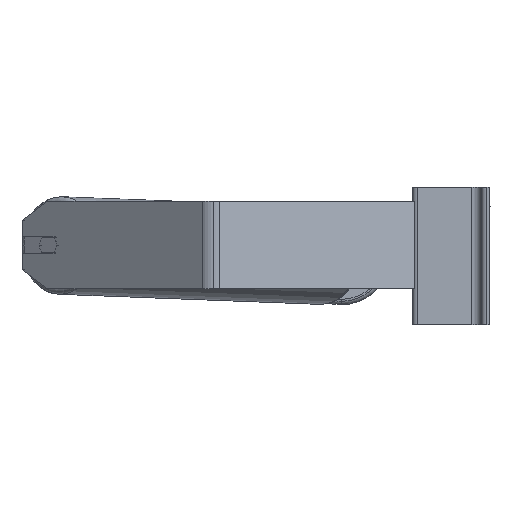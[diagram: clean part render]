
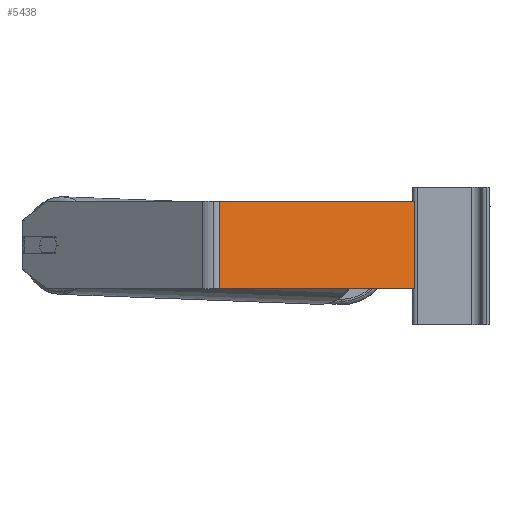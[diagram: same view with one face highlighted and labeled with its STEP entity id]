
A CAD part, left-side view. The second image highlights one B-rep face of the part: STEP entity #5438.
In plain terms, the highlighted planar face has unit normal (-0.94, -0.342, 0).
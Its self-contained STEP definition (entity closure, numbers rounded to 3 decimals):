
#343 = LINE ( 'NONE', #3825, #2296 ) ;
#866 = AXIS2_PLACEMENT_3D ( 'NONE', #4256, #1631, #8486 ) ;
#1092 = VERTEX_POINT ( 'NONE', #7565 ) ;
#1244 = VECTOR ( 'NONE', #2682, 1000. ) ;
#1251 = CARTESIAN_POINT ( 'NONE',  ( -655.403, 202.461, -30. ) ) ;
#1364 = LINE ( 'NONE', #6664, #5738 ) ;
#1532 = DIRECTION ( 'NONE',  ( 0., 0., -1. ) ) ;
#1623 = CARTESIAN_POINT ( 'NONE',  ( -652.243, 193.781, 50. ) ) ;
#1631 = DIRECTION ( 'NONE',  ( 0.94, 0.342, 0. ) ) ;
#1868 = ORIENTED_EDGE ( 'NONE', *, *, #5983, .T. ) ;
#1927 = CARTESIAN_POINT ( 'NONE',  ( -655.403, 202.461, 50. ) ) ;
#1987 = DIRECTION ( 'NONE',  ( 0.342, -0.94, 0. ) ) ;
#2029 = DIRECTION ( 'NONE',  ( 0., 0., -1. ) ) ;
#2187 = VERTEX_POINT ( 'NONE', #7609 ) ;
#2296 = VECTOR ( 'NONE', #2029, 1000. ) ;
#2535 = EDGE_LOOP ( 'NONE', ( #1868, #10004, #5945, #5929 ) ) ;
#2682 = DIRECTION ( 'NONE',  ( 0.342, -0.94, 0. ) ) ;
#3025 = VERTEX_POINT ( 'NONE', #1623 ) ;
#3825 = CARTESIAN_POINT ( 'NONE',  ( -587.518, 15.948, 50. ) ) ;
#3896 = LINE ( 'NONE', #1251, #1244 ) ;
#4256 = CARTESIAN_POINT ( 'NONE',  ( -655.403, 202.461, 50. ) ) ;
#5153 = EDGE_CURVE ( 'NONE', #1092, #2187, #343, .T. ) ;
#5438 = ADVANCED_FACE ( 'NONE', ( #9439 ), #5884, .F. ) ;
#5738 = VECTOR ( 'NONE', #1532, 1000. ) ;
#5884 = PLANE ( 'NONE',  #866 ) ;
#5929 = ORIENTED_EDGE ( 'NONE', *, *, #8619, .T. ) ;
#5945 = ORIENTED_EDGE ( 'NONE', *, *, #9599, .F. ) ;
#5983 = EDGE_CURVE ( 'NONE', #9282, #2187, #3896, .T. ) ;
#6112 = LINE ( 'NONE', #1927, #7877 ) ;
#6664 = CARTESIAN_POINT ( 'NONE',  ( -652.243, 193.781, 50. ) ) ;
#7565 = CARTESIAN_POINT ( 'NONE',  ( -587.518, 15.948, 50. ) ) ;
#7609 = CARTESIAN_POINT ( 'NONE',  ( -587.518, 15.948, -30. ) ) ;
#7877 = VECTOR ( 'NONE', #1987, 1000. ) ;
#8486 = DIRECTION ( 'NONE',  ( -0.342, 0.94, 0. ) ) ;
#8619 = EDGE_CURVE ( 'NONE', #3025, #9282, #1364, .T. ) ;
#8900 = CARTESIAN_POINT ( 'NONE',  ( -652.243, 193.781, -30. ) ) ;
#9282 = VERTEX_POINT ( 'NONE', #8900 ) ;
#9439 = FACE_OUTER_BOUND ( 'NONE', #2535, .T. ) ;
#9599 = EDGE_CURVE ( 'NONE', #3025, #1092, #6112, .T. ) ;
#10004 = ORIENTED_EDGE ( 'NONE', *, *, #5153, .F. ) ;
